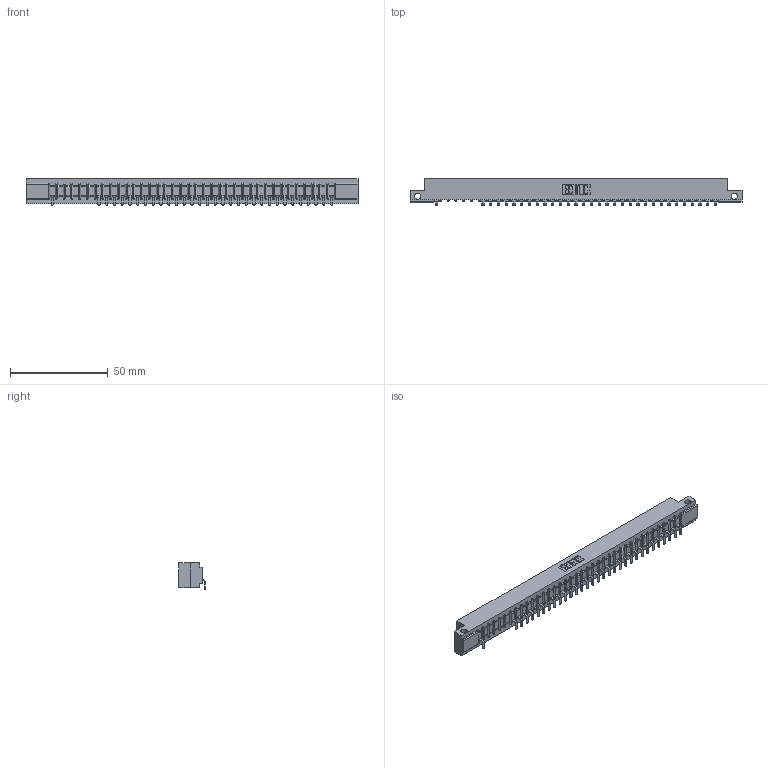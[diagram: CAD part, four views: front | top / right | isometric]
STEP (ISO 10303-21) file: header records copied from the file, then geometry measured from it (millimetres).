
FILE_DESCRIPTION (( 'STEP AP203' ), '1' );
FILE_NAME ('357-037-553-112.STEP', '2018-08-10T08:01:33', ( '' ), ( '' ), 'SwSTEP 2.0', 'SolidWorks 2016', '' );
FILE_SCHEMA (( 'CONFIG_CONTROL_DESIGN' ));
Length unit declared in the file: inch
Products named in the file (3): 307-290-002_553; 357-037-553-112; 307 Part_.128 Dia Side Mounting Holes
Assembly tree (33 placements, depth 2):
  357-037-553-112
    307 Part_.128 Dia Side Mounting Holes
    307-290-002_553  x32
Bounding box: 169.62 x 13.32 x 13.5 mm (x, y, z)
Volume: 17827.4 mm3; surface area: 21363 mm2
Topology: 33 solids, 33 shells, 2752 faces, 8451 edges, 5530 vertices
Faces by surface type: plane 1634, cylinder 1042, sphere 76
Entity records: 33032 total; most frequent: CARTESIAN_POINT 5595, ORIENTED_EDGE 5590, DIRECTION 5433, EDGE_CURVE 2795, LINE 2137, VECTOR 2137, VERTEX_POINT 1810, AXIS2_PLACEMENT_3D 1648
